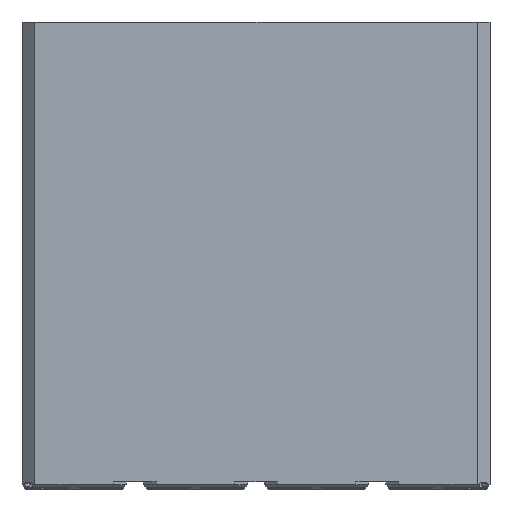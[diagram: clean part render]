
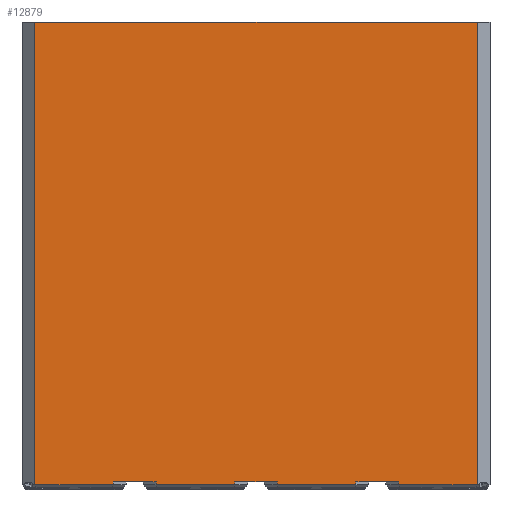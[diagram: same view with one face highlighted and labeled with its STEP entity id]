
A CAD part, front view. The second image highlights one B-rep face of the part: STEP entity #12879.
In plain terms, the highlighted planar face has unit normal (0, -1, 0).
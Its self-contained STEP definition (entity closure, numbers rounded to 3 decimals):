
#677=FACE_OUTER_BOUND('',#1389,.T.);
#1389=EDGE_LOOP('',(#11275,#11276,#11277,#11278,#11279,#11280,#11281,#11282,
#11283,#11284,#11285,#11286,#11287,#11288,#11289,#11290));
#1680=LINE('',#17327,#3476);
#1753=LINE('',#17472,#3549);
#2885=LINE('',#19749,#4681);
#2896=LINE('',#19771,#4692);
#2907=LINE('',#19793,#4703);
#2918=LINE('',#19814,#4714);
#3113=LINE('',#20198,#4909);
#3134=LINE('',#20237,#4930);
#3151=LINE('',#20270,#4947);
#3163=LINE('',#20294,#4959);
#3173=LINE('',#20315,#4969);
#3176=LINE('',#20321,#4972);
#3177=LINE('',#20323,#4973);
#3178=LINE('',#20324,#4974);
#3179=LINE('',#20325,#4975);
#3180=LINE('',#20326,#4976);
#3476=VECTOR('',#14039,10.);
#3549=VECTOR('',#14172,10.);
#4681=VECTOR('',#16064,10.);
#4692=VECTOR('',#16085,10.);
#4703=VECTOR('',#16106,10.);
#4714=VECTOR('',#16127,10.);
#4909=VECTOR('',#16554,10.);
#4930=VECTOR('',#16587,10.);
#4947=VECTOR('',#16634,10.);
#4959=VECTOR('',#16656,10.);
#4969=VECTOR('',#16676,10.);
#4972=VECTOR('',#16681,10.);
#4973=VECTOR('',#16682,10.);
#4974=VECTOR('',#16683,10.);
#4975=VECTOR('',#16684,10.);
#4976=VECTOR('',#16685,10.);
#5179=VERTEX_POINT('',#17280);
#5195=VERTEX_POINT('',#17324);
#5196=VERTEX_POINT('',#17326);
#5238=VERTEX_POINT('',#17471);
#6003=VERTEX_POINT('',#19748);
#6008=VERTEX_POINT('',#19768);
#6009=VERTEX_POINT('',#19770);
#6014=VERTEX_POINT('',#19790);
#6015=VERTEX_POINT('',#19792);
#6020=VERTEX_POINT('',#19812);
#6093=VERTEX_POINT('',#20196);
#6105=VERTEX_POINT('',#20236);
#6113=VERTEX_POINT('',#20292);
#6119=VERTEX_POINT('',#20314);
#6121=VERTEX_POINT('',#20320);
#6122=VERTEX_POINT('',#20322);
#6376=EDGE_CURVE('',#5196,#5195,#1680,.T.);
#6449=EDGE_CURVE('',#5196,#5238,#1753,.T.);
#7581=EDGE_CURVE('',#5179,#6003,#2885,.T.);
#7592=EDGE_CURVE('',#6008,#6009,#2896,.T.);
#7603=EDGE_CURVE('',#6014,#6015,#2907,.T.);
#7614=EDGE_CURVE('',#6020,#5195,#2918,.T.);
#7809=EDGE_CURVE('',#6003,#6093,#3113,.T.);
#7830=EDGE_CURVE('',#6105,#6093,#3134,.T.);
#7847=EDGE_CURVE('',#6008,#6105,#3151,.T.);
#7859=EDGE_CURVE('',#6009,#6113,#3163,.T.);
#7869=EDGE_CURVE('',#6119,#6113,#3173,.T.);
#7872=EDGE_CURVE('',#6020,#6121,#3176,.T.);
#7873=EDGE_CURVE('',#6121,#6122,#3177,.T.);
#7874=EDGE_CURVE('',#6015,#6122,#3178,.T.);
#7875=EDGE_CURVE('',#6014,#6119,#3179,.T.);
#7876=EDGE_CURVE('',#5238,#5179,#3180,.T.);
#11275=ORIENTED_EDGE('',*,*,#6376,.T.);
#11276=ORIENTED_EDGE('',*,*,#7614,.F.);
#11277=ORIENTED_EDGE('',*,*,#7872,.T.);
#11278=ORIENTED_EDGE('',*,*,#7873,.T.);
#11279=ORIENTED_EDGE('',*,*,#7874,.F.);
#11280=ORIENTED_EDGE('',*,*,#7603,.F.);
#11281=ORIENTED_EDGE('',*,*,#7875,.T.);
#11282=ORIENTED_EDGE('',*,*,#7869,.T.);
#11283=ORIENTED_EDGE('',*,*,#7859,.F.);
#11284=ORIENTED_EDGE('',*,*,#7592,.F.);
#11285=ORIENTED_EDGE('',*,*,#7847,.T.);
#11286=ORIENTED_EDGE('',*,*,#7830,.T.);
#11287=ORIENTED_EDGE('',*,*,#7809,.F.);
#11288=ORIENTED_EDGE('',*,*,#7581,.F.);
#11289=ORIENTED_EDGE('',*,*,#7876,.F.);
#11290=ORIENTED_EDGE('',*,*,#6449,.F.);
#12176=PLANE('',#13584);
#12879=ADVANCED_FACE('',(#677),#12176,.T.);
#13584=AXIS2_PLACEMENT_3D('',#20319,#16679,#16680);
#14039=DIRECTION('',(0.,0.,-1.));
#14172=DIRECTION('',(1.,0.,0.));
#16064=DIRECTION('',(-1.,0.,0.));
#16085=DIRECTION('',(-1.,0.,0.));
#16106=DIRECTION('',(-1.,0.,0.));
#16127=DIRECTION('',(-1.,0.,0.));
#16554=DIRECTION('',(0.,0.,1.));
#16587=DIRECTION('',(1.,0.,0.));
#16634=DIRECTION('',(0.,0.,1.));
#16656=DIRECTION('',(0.,0.,1.));
#16676=DIRECTION('',(1.,0.,0.));
#16679=DIRECTION('center_axis',(0.,-1.,0.));
#16680=DIRECTION('ref_axis',(1.,0.,0.));
#16681=DIRECTION('',(0.,0.,1.));
#16682=DIRECTION('',(1.,0.,0.));
#16683=DIRECTION('',(0.,0.,1.));
#16684=DIRECTION('',(0.,0.,1.));
#16685=DIRECTION('',(0.,0.,-1.));
#17280=CARTESIAN_POINT('',(166.228,-21.5,2.));
#17324=CARTESIAN_POINT('',(-16.228,-21.5,2.));
#17326=CARTESIAN_POINT('',(-16.228,-21.5,192.6));
#17327=CARTESIAN_POINT('',(-16.228,-21.5,4.2));
#17471=CARTESIAN_POINT('',(166.228,-21.5,192.6));
#17472=CARTESIAN_POINT('',(166.228,-21.5,192.6));
#19748=CARTESIAN_POINT('',(133.772,-21.5,2.));
#19749=CARTESIAN_POINT('',(166.228,-21.5,2.));
#19768=CARTESIAN_POINT('',(116.228,-21.5,2.));
#19770=CARTESIAN_POINT('',(83.772,-21.5,2.));
#19771=CARTESIAN_POINT('',(116.228,-21.5,2.));
#19790=CARTESIAN_POINT('',(66.228,-21.5,2.));
#19792=CARTESIAN_POINT('',(33.772,-21.5,2.));
#19793=CARTESIAN_POINT('',(66.228,-21.5,2.));
#19812=CARTESIAN_POINT('',(16.228,-21.5,2.));
#19814=CARTESIAN_POINT('',(16.228,-21.5,2.));
#20196=CARTESIAN_POINT('',(133.772,-21.5,3.2));
#20198=CARTESIAN_POINT('',(133.772,-21.5,2.));
#20236=CARTESIAN_POINT('',(116.228,-21.5,3.2));
#20237=CARTESIAN_POINT('',(0.,-21.5,3.2));
#20270=CARTESIAN_POINT('',(116.228,-21.5,2.));
#20292=CARTESIAN_POINT('',(83.772,-21.5,3.2));
#20294=CARTESIAN_POINT('',(83.772,-21.5,2.));
#20314=CARTESIAN_POINT('',(66.228,-21.5,3.2));
#20315=CARTESIAN_POINT('',(0.,-21.5,3.2));
#20319=CARTESIAN_POINT('Origin',(-16.228,-21.5,4.2));
#20320=CARTESIAN_POINT('',(16.228,-21.5,3.2));
#20321=CARTESIAN_POINT('',(16.228,-21.5,2.));
#20322=CARTESIAN_POINT('',(33.772,-21.5,3.2));
#20323=CARTESIAN_POINT('',(0.,-21.5,3.2));
#20324=CARTESIAN_POINT('',(33.772,-21.5,2.));
#20325=CARTESIAN_POINT('',(66.228,-21.5,2.));
#20326=CARTESIAN_POINT('',(166.228,-21.5,4.2));
